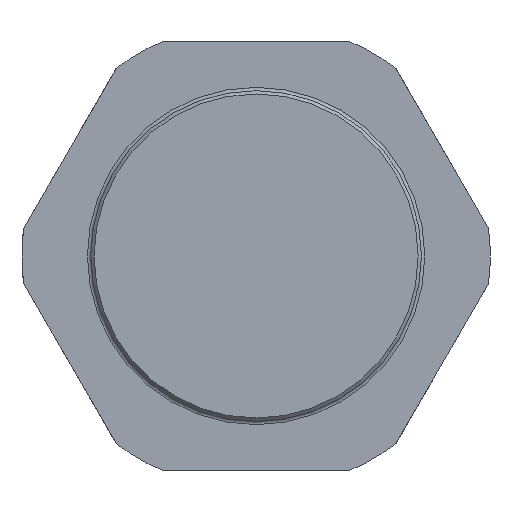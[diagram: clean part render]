
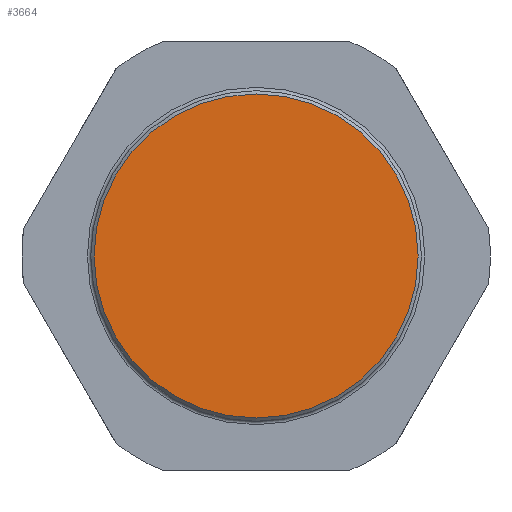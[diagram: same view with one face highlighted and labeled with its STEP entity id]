
A CAD part, left-side view. The second image highlights one B-rep face of the part: STEP entity #3664.
In plain terms, the highlighted planar face has unit normal (-1, 0, 0).
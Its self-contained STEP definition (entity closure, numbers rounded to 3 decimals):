
#616=FACE_OUTER_BOUND('',#822,.T.);
#822=EDGE_LOOP('',(#2228));
#1033=CIRCLE('',#3895,24.5);
#1287=VERTEX_POINT('',#5443);
#1661=EDGE_CURVE('',#1287,#1287,#1033,.T.);
#2228=ORIENTED_EDGE('',*,*,#1661,.F.);
#3362=PLANE('',#3894);
#3664=ADVANCED_FACE('',(#616),#3362,.T.);
#3894=AXIS2_PLACEMENT_3D('',#5442,#4356,#4357);
#3895=AXIS2_PLACEMENT_3D('',#5444,#4358,#4359);
#4356=DIRECTION('center_axis',(-1.,0.,0.));
#4357=DIRECTION('ref_axis',(0.,1.,0.));
#4358=DIRECTION('center_axis',(1.,0.,0.));
#4359=DIRECTION('ref_axis',(0.,1.,0.));
#5442=CARTESIAN_POINT('Origin',(-25.45,-25.,0.));
#5443=CARTESIAN_POINT('',(-25.45,-24.5,0.));
#5444=CARTESIAN_POINT('Origin',(-25.45,0.,0.));
